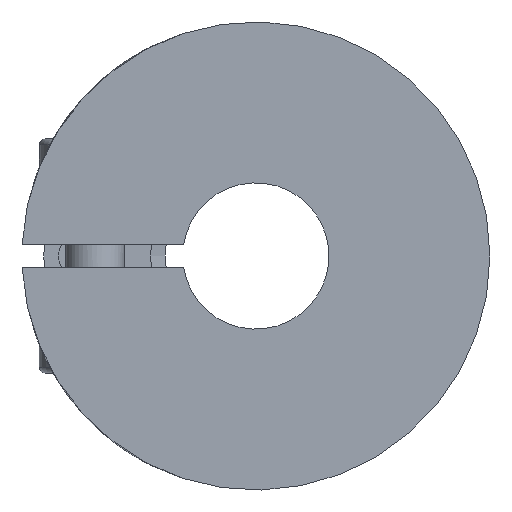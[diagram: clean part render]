
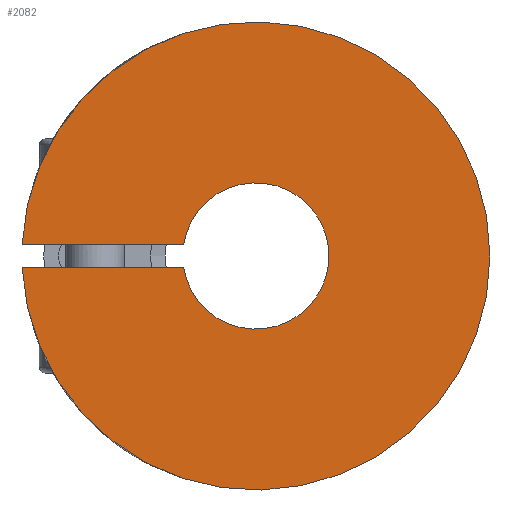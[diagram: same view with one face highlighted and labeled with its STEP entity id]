
A CAD part, left-side view. The second image highlights one B-rep face of the part: STEP entity #2082.
In plain terms, the highlighted planar face has unit normal (-1, 0, 0).
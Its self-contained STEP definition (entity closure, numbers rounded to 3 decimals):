
#98=PLANE('',#2321);
#202=FACE_OUTER_BOUND('',#331,.T.);
#331=EDGE_LOOP('',(#1716,#1717,#1718,#1719));
#461=LINE('',#3499,#608);
#465=LINE('',#3622,#612);
#608=VECTOR('',#2809,1000.);
#612=VECTOR('',#2851,1000.);
#747=CIRCLE('',#2297,2.5);
#761=CIRCLE('',#2317,8.);
#923=VERTEX_POINT('',#3478);
#925=VERTEX_POINT('',#3481);
#931=VERTEX_POINT('',#3497);
#946=VERTEX_POINT('',#3576);
#1185=EDGE_CURVE('',#925,#923,#747,.T.);
#1193=EDGE_CURVE('',#923,#931,#461,.T.);
#1211=EDGE_CURVE('',#931,#946,#761,.T.);
#1215=EDGE_CURVE('',#946,#925,#465,.T.);
#1716=ORIENTED_EDGE('',*,*,#1185,.T.);
#1717=ORIENTED_EDGE('',*,*,#1193,.T.);
#1718=ORIENTED_EDGE('',*,*,#1211,.T.);
#1719=ORIENTED_EDGE('',*,*,#1215,.T.);
#2082=ADVANCED_FACE('',(#202),#98,.F.);
#2297=AXIS2_PLACEMENT_3D('',#3482,#2798,#2799);
#2317=AXIS2_PLACEMENT_3D('',#3577,#2846,#2847);
#2321=AXIS2_PLACEMENT_3D('',#3630,#2858,#2859);
#2798=DIRECTION('center_axis',(1.,0.,0.));
#2799=DIRECTION('ref_axis',(0.,0.,
1.));
#2809=DIRECTION('',(0.,1.,0.));
#2846=DIRECTION('center_axis',(-1.,0.,0.));
#2847=DIRECTION('ref_axis',(0.,1.,0.));
#2851=DIRECTION('',(0.,-1.,0.));
#2858=DIRECTION('center_axis',(1.,0.,0.));
#2859=DIRECTION('ref_axis',(0.,0.,
1.));
#3478=CARTESIAN_POINT('',(0.,2.468,-0.4));
#3481=CARTESIAN_POINT('',(0.,2.468,0.4));
#3482=CARTESIAN_POINT('Origin',(0.,0.,
0.));
#3497=CARTESIAN_POINT('',(0.,7.99,-0.4));
#3499=CARTESIAN_POINT('',(0.,8.771,-0.4));
#3576=CARTESIAN_POINT('',(0.,7.99,0.4));
#3577=CARTESIAN_POINT('Origin',(0.,0.,0.));
#3622=CARTESIAN_POINT('',(0.,8.771,0.4));
#3630=CARTESIAN_POINT('Origin',(0.,0.,
-1.5));
